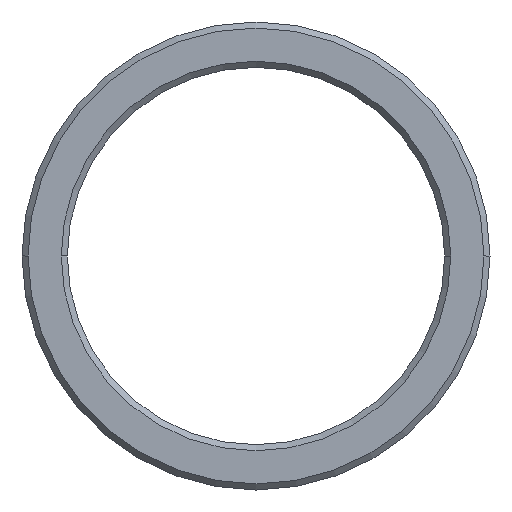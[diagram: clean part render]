
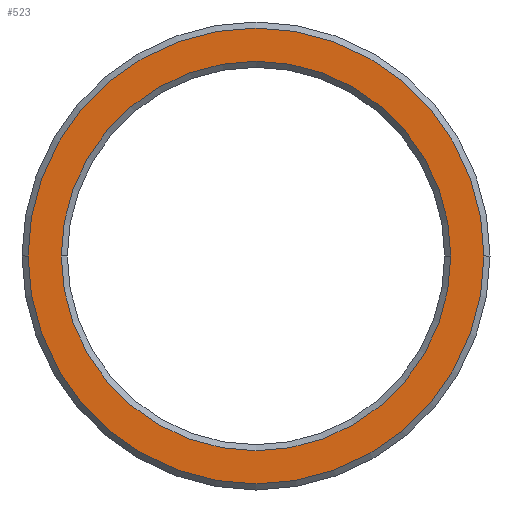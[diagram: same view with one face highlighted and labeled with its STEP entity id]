
A CAD part, left-side view. The second image highlights one B-rep face of the part: STEP entity #523.
In plain terms, the highlighted planar face has unit normal (-1, 0, 0).
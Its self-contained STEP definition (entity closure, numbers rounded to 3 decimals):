
#5 = CARTESIAN_POINT ( 'NONE',  ( -1.5, 0., 0. ) ) ;
#8 = CIRCLE ( 'NONE', #322, 3.02 ) ;
#17 = DIRECTION ( 'NONE',  ( -1., 0., 0. ) ) ;
#23 = EDGE_CURVE ( 'NONE', #536, #32, #126, .T. ) ;
#32 = VERTEX_POINT ( 'NONE', #159 ) ;
#33 = CIRCLE ( 'NONE', #166, 3.02 ) ;
#36 = VERTEX_POINT ( 'NONE', #197 ) ;
#40 = EDGE_LOOP ( 'NONE', ( #211, #119 ) ) ;
#71 = ORIENTED_EDGE ( 'NONE', *, *, #221, .T. ) ;
#76 = AXIS2_PLACEMENT_3D ( 'NONE', #81, #470, #338 ) ;
#81 = CARTESIAN_POINT ( 'NONE',  ( -1.5, 0., 0. ) ) ;
#92 = CARTESIAN_POINT ( 'NONE',  ( -1.5, 0., 0. ) ) ;
#99 = EDGE_LOOP ( 'NONE', ( #362, #71 ) ) ;
#119 = ORIENTED_EDGE ( 'NONE', *, *, #158, .T. ) ;
#120 = EDGE_CURVE ( 'NONE', #36, #412, #33, .T. ) ;
#126 = CIRCLE ( 'NONE', #76, 2.58 ) ;
#155 = AXIS2_PLACEMENT_3D ( 'NONE', #410, #17, #404 ) ;
#158 = EDGE_CURVE ( 'NONE', #412, #36, #8, .T. ) ;
#159 = CARTESIAN_POINT ( 'NONE',  ( -1.5, 2.58, 0. ) ) ;
#166 = AXIS2_PLACEMENT_3D ( 'NONE', #430, #396, #440 ) ;
#182 = DIRECTION ( 'NONE',  ( 0., -1., 0. ) ) ;
#197 = CARTESIAN_POINT ( 'NONE',  ( -1.5, 3.02, 0. ) ) ;
#211 = ORIENTED_EDGE ( 'NONE', *, *, #120, .T. ) ;
#217 = AXIS2_PLACEMENT_3D ( 'NONE', #92, #459, #182 ) ;
#218 = DIRECTION ( 'NONE',  ( 0., -1., 0. ) ) ;
#221 = EDGE_CURVE ( 'NONE', #32, #536, #449, .T. ) ;
#279 = FACE_BOUND ( 'NONE', #99, .T. ) ;
#283 = CARTESIAN_POINT ( 'NONE',  ( -1.5, -3.02, 0. ) ) ;
#291 = CARTESIAN_POINT ( 'NONE',  ( -1.5, -2.58, 0. ) ) ;
#322 = AXIS2_PLACEMENT_3D ( 'NONE', #5, #485, #218 ) ;
#338 = DIRECTION ( 'NONE',  ( 0., -1., 0. ) ) ;
#362 = ORIENTED_EDGE ( 'NONE', *, *, #23, .T. ) ;
#396 = DIRECTION ( 'NONE',  ( -1., 0., 0. ) ) ;
#404 = DIRECTION ( 'NONE',  ( 0., -1., 0. ) ) ;
#410 = CARTESIAN_POINT ( 'NONE',  ( -1.5, -2.5, 0. ) ) ;
#412 = VERTEX_POINT ( 'NONE', #283 ) ;
#430 = CARTESIAN_POINT ( 'NONE',  ( -1.5, 0., 0. ) ) ;
#440 = DIRECTION ( 'NONE',  ( 0., -1., 0. ) ) ;
#448 = PLANE ( 'NONE',  #155 ) ;
#449 = CIRCLE ( 'NONE', #217, 2.58 ) ;
#456 = FACE_OUTER_BOUND ( 'NONE', #40, .T. ) ;
#459 = DIRECTION ( 'NONE',  ( 1., 0., 0. ) ) ;
#470 = DIRECTION ( 'NONE',  ( 1., 0., 0. ) ) ;
#485 = DIRECTION ( 'NONE',  ( -1., 0., 0. ) ) ;
#523 = ADVANCED_FACE ( 'NONE', ( #279, #456 ), #448, .T. ) ;
#536 = VERTEX_POINT ( 'NONE', #291 ) ;
